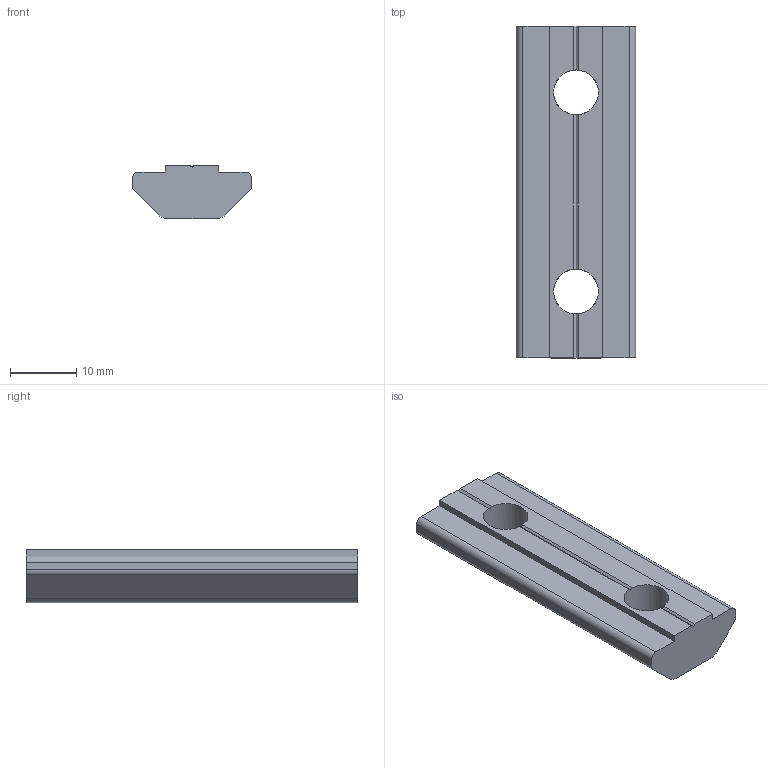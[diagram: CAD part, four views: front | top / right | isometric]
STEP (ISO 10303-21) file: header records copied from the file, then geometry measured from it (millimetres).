
FILE_DESCRIPTION(('STEP AP203'),'2;1');
FILE_NAME('26.020.00.stp','2011-03-21T16:17:43',(''),(''),'2009.3.110','THINKDESIGN','');
FILE_SCHEMA(('CONFIG_CONTROL_DESIGN'));
Length unit declared in the file: millimetre
Bounding box: 18 x 50 x 8 mm (x, y, z)
Volume: 5079.4 mm3; surface area: 2709.5 mm2
Topology: 1 solids, 1 shells, 27 faces, 83 edges, 56 vertices
Faces by surface type: plane 19, cylinder 8
Full cylindrical faces by diameter (mm): 6.75 x2
Entity records: 1044 total; most frequent: DIRECTION 167, CARTESIAN_POINT 166, ORIENTED_EDGE 166, EDGE_CURVE 83, AXIS2_PLACEMENT_3D 57, VERTEX_POINT 56, VECTOR 53, LINE 53
